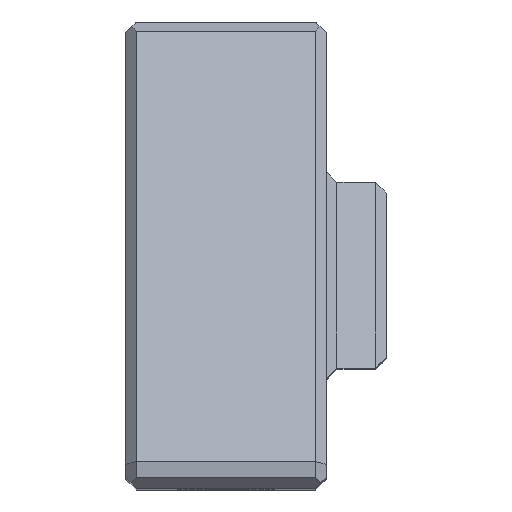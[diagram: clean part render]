
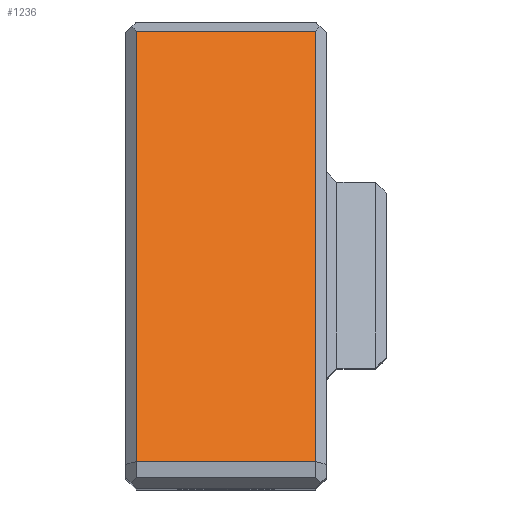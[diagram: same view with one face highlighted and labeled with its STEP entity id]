
A CAD part, top view. The second image highlights one B-rep face of the part: STEP entity #1236.
In plain terms, the highlighted planar face has unit normal (0, 0.5, 0.866).
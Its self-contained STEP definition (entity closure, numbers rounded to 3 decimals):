
#39=PLANE('',#1337);
#112=FACE_OUTER_BOUND('',#189,.T.);
#189=EDGE_LOOP('',(#966,#967,#968,#969));
#301=LINE('',#1873,#460);
#303=LINE('',#1876,#462);
#304=LINE('',#1878,#463);
#305=LINE('',#1879,#464);
#460=VECTOR('',#1510,10.);
#462=VECTOR('',#1514,10.);
#463=VECTOR('',#1515,10.);
#464=VECTOR('',#1516,10.);
#603=VERTEX_POINT('',#1794);
#631=VERTEX_POINT('',#1870);
#632=VERTEX_POINT('',#1872);
#633=VERTEX_POINT('',#1877);
#756=EDGE_CURVE('',#631,#632,#301,.T.);
#758=EDGE_CURVE('',#603,#631,#303,.T.);
#759=EDGE_CURVE('',#603,#633,#304,.T.);
#760=EDGE_CURVE('',#632,#633,#305,.T.);
#966=ORIENTED_EDGE('',*,*,#756,.F.);
#967=ORIENTED_EDGE('',*,*,#758,.F.);
#968=ORIENTED_EDGE('',*,*,#759,.T.);
#969=ORIENTED_EDGE('',*,*,#760,.F.);
#1236=ADVANCED_FACE('',(#112),#39,.T.);
#1337=AXIS2_PLACEMENT_3D('',#1875,#1512,#1513);
#1510=DIRECTION('',(1.,0.,0.));
#1512=DIRECTION('center_axis',(0.,0.5,0.866));
#1513=DIRECTION('ref_axis',(0.,-0.866,0.5));
#1514=DIRECTION('',(0.,0.866,-0.5));
#1515=DIRECTION('',(1.,0.,0.));
#1516=DIRECTION('',(0.,-0.866,0.5));
#1794=CARTESIAN_POINT('',(0.65,6.866,19.5));
#1870=CARTESIAN_POINT('',(0.65,22.974,10.2));
#1872=CARTESIAN_POINT('',(7.35,22.974,10.2));
#1873=CARTESIAN_POINT('',(0.,22.974,10.2));
#1875=CARTESIAN_POINT('Origin',(0.,20.321,11.732));
#1876=CARTESIAN_POINT('',(0.65,20.15,11.83));
#1877=CARTESIAN_POINT('',(7.35,6.866,19.5));
#1878=CARTESIAN_POINT('',(0.,6.866,19.5));
#1879=CARTESIAN_POINT('',(7.35,20.15,11.83));
